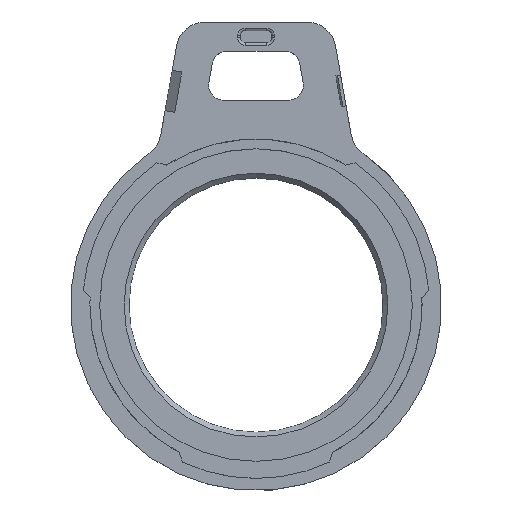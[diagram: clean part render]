
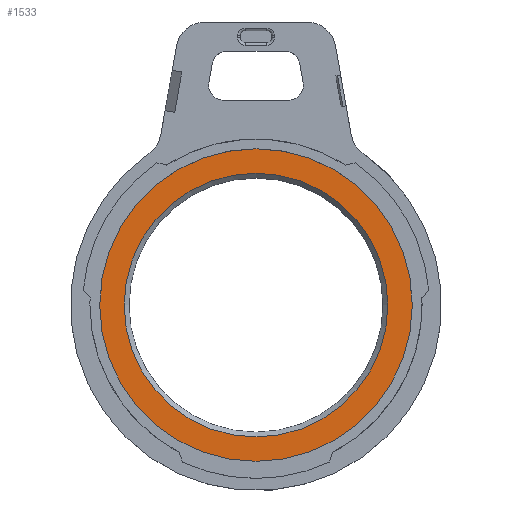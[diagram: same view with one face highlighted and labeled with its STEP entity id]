
A CAD part, top view. The second image highlights one B-rep face of the part: STEP entity #1533.
In plain terms, the highlighted planar face has unit normal (0, 0, 1).
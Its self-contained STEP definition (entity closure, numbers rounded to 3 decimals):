
#40=FACE_BOUND('',#257,.T.);
#78=PLANE('',#1688);
#162=FACE_OUTER_BOUND('',#256,.T.);
#256=EDGE_LOOP('',(#1332));
#257=EDGE_LOOP('',(#1333));
#623=CIRCLE('',#1685,13.5);
#625=CIRCLE('',#1689,16.);
#744=VERTEX_POINT('',#2523);
#746=VERTEX_POINT('',#2531);
#946=EDGE_CURVE('',#744,#744,#623,.T.);
#950=EDGE_CURVE('',#746,#746,#625,.T.);
#1332=ORIENTED_EDGE('',*,*,#950,.F.);
#1333=ORIENTED_EDGE('',*,*,#946,.F.);
#1533=ADVANCED_FACE('',(#162,#40),#78,.T.);
#1685=AXIS2_PLACEMENT_3D('',#2524,#2077,#2078);
#1688=AXIS2_PLACEMENT_3D('',#2530,#2085,#2086);
#1689=AXIS2_PLACEMENT_3D('',#2532,#2087,#2088);
#2077=DIRECTION('center_axis',(0.,0.,1.));
#2078=DIRECTION('ref_axis',(1.,0.,0.));
#2085=DIRECTION('center_axis',(0.,0.,1.));
#2086=DIRECTION('ref_axis',(1.,0.,0.));
#2087=DIRECTION('center_axis',(0.,0.,-1.));
#2088=DIRECTION('ref_axis',(1.,0.,0.));
#2523=CARTESIAN_POINT('',(-13.5,0.,1.5));
#2524=CARTESIAN_POINT('Origin',(0.,0.,1.5));
#2530=CARTESIAN_POINT('Origin',(0.,0.,1.5));
#2531=CARTESIAN_POINT('',(-16.,0.,1.5));
#2532=CARTESIAN_POINT('Origin',(0.,0.,1.5));
